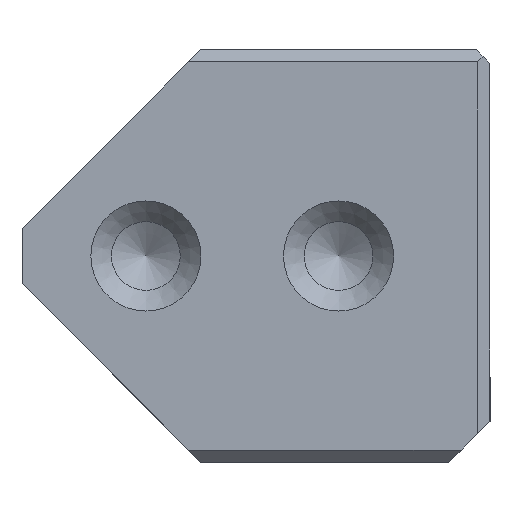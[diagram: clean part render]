
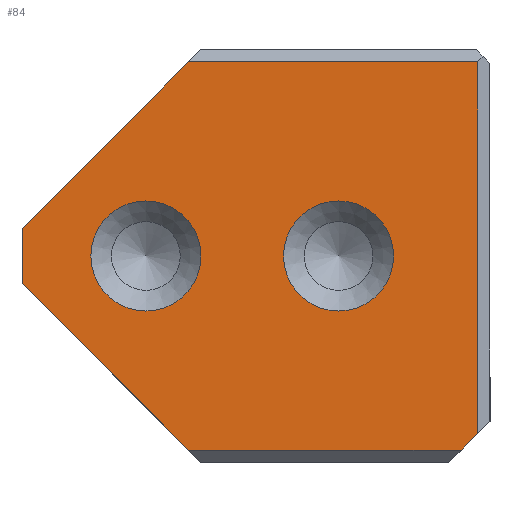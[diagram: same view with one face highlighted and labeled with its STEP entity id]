
A CAD part, left-side view. The second image highlights one B-rep face of the part: STEP entity #84.
In plain terms, the highlighted planar face has unit normal (-1, 0, 0).
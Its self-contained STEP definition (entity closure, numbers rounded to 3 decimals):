
#84=ADVANCED_FACE('',(#246,#247,#248),#137,.T.);
#137=PLANE('',#810);
#164=LINE('',#1163,#206);
#165=LINE('',#1166,#207);
#166=LINE('',#1168,#208);
#167=LINE('',#1170,#209);
#168=LINE('',#1172,#210);
#169=LINE('',#1174,#211);
#170=LINE('',#1176,#212);
#206=VECTOR('',#924,1.);
#207=VECTOR('',#925,1.);
#208=VECTOR('',#926,1.);
#209=VECTOR('',#927,1.);
#210=VECTOR('',#928,1.);
#211=VECTOR('',#929,1.);
#212=VECTOR('',#930,1.);
#246=FACE_BOUND('',#339,.T.);
#247=FACE_BOUND('',#340,.T.);
#248=FACE_BOUND('',#341,.T.);
#339=EDGE_LOOP('',(#445));
#340=EDGE_LOOP('',(#446));
#341=EDGE_LOOP('',(#447,#448,#449,#450,#451,#452,#453));
#445=ORIENTED_EDGE('',*,*,#687,.T.);
#446=ORIENTED_EDGE('',*,*,#688,.T.);
#447=ORIENTED_EDGE('',*,*,#689,.T.);
#448=ORIENTED_EDGE('',*,*,#690,.T.);
#449=ORIENTED_EDGE('',*,*,#691,.T.);
#450=ORIENTED_EDGE('',*,*,#692,.F.);
#451=ORIENTED_EDGE('',*,*,#693,.T.);
#452=ORIENTED_EDGE('',*,*,#694,.T.);
#453=ORIENTED_EDGE('',*,*,#695,.T.);
#613=VERTEX_POINT('',#1160);
#614=VERTEX_POINT('',#1162);
#615=VERTEX_POINT('',#1164);
#616=VERTEX_POINT('',#1165);
#617=VERTEX_POINT('',#1167);
#618=VERTEX_POINT('',#1169);
#619=VERTEX_POINT('',#1171);
#620=VERTEX_POINT('',#1173);
#621=VERTEX_POINT('',#1175);
#687=EDGE_CURVE('',#613,#613,#763,.T.);
#688=EDGE_CURVE('',#614,#614,#764,.T.);
#689=EDGE_CURVE('',#615,#616,#164,.T.);
#690=EDGE_CURVE('',#616,#617,#165,.T.);
#691=EDGE_CURVE('',#617,#618,#166,.T.);
#692=EDGE_CURVE('',#619,#618,#167,.T.);
#693=EDGE_CURVE('',#619,#620,#168,.T.);
#694=EDGE_CURVE('',#620,#621,#169,.T.);
#695=EDGE_CURVE('',#621,#615,#170,.T.);
#763=CIRCLE('',#808,2.);
#764=CIRCLE('',#809,2.);
#808=AXIS2_PLACEMENT_3D('',#1159,#920,#921);
#809=AXIS2_PLACEMENT_3D('',#1161,#922,#923);
#810=AXIS2_PLACEMENT_3D('',#1177,#931,#932);
#920=DIRECTION('',(1.,0.,0.));
#921=DIRECTION('',(0.,0.,-1.));
#922=DIRECTION('',(1.,0.,0.));
#923=DIRECTION('',(0.,0.,-1.));
#924=DIRECTION('',(0.,0.,1.));
#925=DIRECTION('',(0.,1.,0.));
#926=DIRECTION('',(0.,0.707,-0.707));
#927=DIRECTION('',(0.,0.,1.));
#928=DIRECTION('',(0.,-0.707,-0.707));
#929=DIRECTION('',(0.,-1.,0.));
#930=DIRECTION('',(0.,-0.707,0.707));
#931=DIRECTION('',(-1.,0.,0.));
#932=DIRECTION('',(0.,0.,1.));
#1159=CARTESIAN_POINT('',(0.,12.5,7.5));
#1160=CARTESIAN_POINT('',(0.,12.5,5.5));
#1161=CARTESIAN_POINT('',(0.,5.5,7.5));
#1162=CARTESIAN_POINT('',(0.,5.5,5.5));
#1163=CARTESIAN_POINT('',(0.,0.45,0.));
#1164=CARTESIAN_POINT('',(0.,0.45,1.05));
#1165=CARTESIAN_POINT('',(0.,0.45,14.55));
#1166=CARTESIAN_POINT('',(0.,8.5,14.55));
#1167=CARTESIAN_POINT('',(0.,10.95,14.55));
#1168=CARTESIAN_POINT('',(0.,3.858,21.642));
#1169=CARTESIAN_POINT('',(0.,17.,8.5));
#1170=CARTESIAN_POINT('',(0.,17.,0.));
#1171=CARTESIAN_POINT('',(0.,17.,6.5));
#1172=CARTESIAN_POINT('',(0.,18.,7.5));
#1173=CARTESIAN_POINT('',(0.,10.95,0.45));
#1174=CARTESIAN_POINT('',(0.,8.5,0.45));
#1175=CARTESIAN_POINT('',(0.,1.05,0.45));
#1176=CARTESIAN_POINT('',(0.,5.,-3.5));
#1177=CARTESIAN_POINT('',(0.,8.5,0.));
